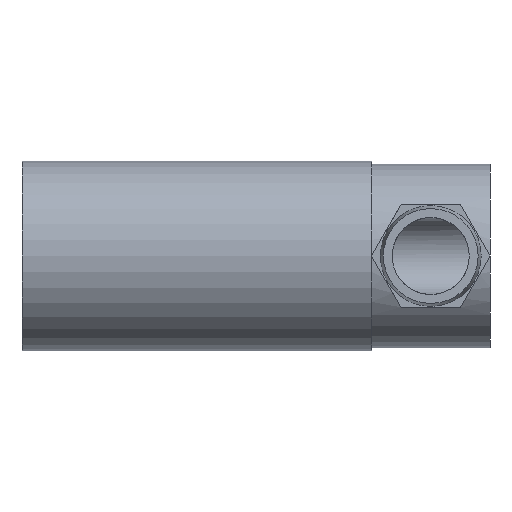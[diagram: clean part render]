
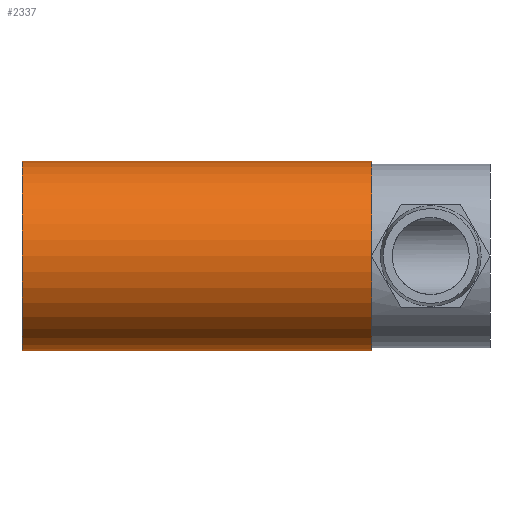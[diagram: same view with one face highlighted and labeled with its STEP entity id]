
A CAD part, front view. The second image highlights one B-rep face of the part: STEP entity #2337.
In plain terms, the highlighted cylindrical face has radius 16 mm (diameter 32 mm), a partial arc.
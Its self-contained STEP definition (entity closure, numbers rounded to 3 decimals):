
#103 = CYLINDRICAL_SURFACE ( 'NONE', #3754, 16. ) ;
#159 = CARTESIAN_POINT ( 'NONE',  ( 59., 0., 0. ) ) ;
#259 = CARTESIAN_POINT ( 'NONE',  ( 0., 0., -16. ) ) ;
#277 = DIRECTION ( 'NONE',  ( -1., 0., 0. ) ) ;
#1253 = CARTESIAN_POINT ( 'NONE',  ( 0., 0., 16. ) ) ;
#1285 = ORIENTED_EDGE ( 'NONE', *, *, #4010, .T. ) ;
#1456 = VERTEX_POINT ( 'NONE', #3891 ) ;
#1861 = LINE ( 'NONE', #2609, #4475 ) ;
#2024 = VERTEX_POINT ( 'NONE', #5090 ) ;
#2150 = DIRECTION ( 'NONE',  ( 0., 0., 1. ) ) ;
#2268 = DIRECTION ( 'NONE',  ( 0., 0., 1. ) ) ;
#2337 = ADVANCED_FACE ( 'NONE', ( #8258 ), #103, .T. ) ;
#2435 = ORIENTED_EDGE ( 'NONE', *, *, #8203, .T. ) ;
#2609 = CARTESIAN_POINT ( 'NONE',  ( 0., 0., 16. ) ) ;
#2638 = VERTEX_POINT ( 'NONE', #1253 ) ;
#2791 = DIRECTION ( 'NONE',  ( 0., 0., 1. ) ) ;
#2892 = VERTEX_POINT ( 'NONE', #8239 ) ;
#3238 = DIRECTION ( 'NONE',  ( -1., 0., 0. ) ) ;
#3656 = LINE ( 'NONE', #259, #5194 ) ;
#3754 = AXIS2_PLACEMENT_3D ( 'NONE', #4998, #277, #2791 ) ;
#3826 = ORIENTED_EDGE ( 'NONE', *, *, #5813, .F. ) ;
#3891 = CARTESIAN_POINT ( 'NONE',  ( 59., 0., 16. ) ) ;
#4010 = EDGE_CURVE ( 'NONE', #1456, #2638, #1861, .T. ) ;
#4055 = AXIS2_PLACEMENT_3D ( 'NONE', #5478, #8205, #2150 ) ;
#4475 = VECTOR ( 'NONE', #3238, 1000. ) ;
#4998 = CARTESIAN_POINT ( 'NONE',  ( 0., 0., 0. ) ) ;
#5047 = AXIS2_PLACEMENT_3D ( 'NONE', #159, #5544, #2268 ) ;
#5090 = CARTESIAN_POINT ( 'NONE',  ( 59., 0., -16. ) ) ;
#5194 = VECTOR ( 'NONE', #7667, 1000. ) ;
#5327 = EDGE_LOOP ( 'NONE', ( #6893, #2435, #1285, #3826 ) ) ;
#5478 = CARTESIAN_POINT ( 'NONE',  ( 0., 0., 0. ) ) ;
#5544 = DIRECTION ( 'NONE',  ( -1., 0., 0. ) ) ;
#5813 = EDGE_CURVE ( 'NONE', #2892, #2638, #7861, .T. ) ;
#6817 = EDGE_CURVE ( 'NONE', #2024, #2892, #3656, .T. ) ;
#6893 = ORIENTED_EDGE ( 'NONE', *, *, #6817, .F. ) ;
#7021 = CIRCLE ( 'NONE', #5047, 16. ) ;
#7667 = DIRECTION ( 'NONE',  ( -1., 0., 0. ) ) ;
#7861 = CIRCLE ( 'NONE', #4055, 16. ) ;
#8203 = EDGE_CURVE ( 'NONE', #2024, #1456, #7021, .T. ) ;
#8205 = DIRECTION ( 'NONE',  ( -1., 0., 0. ) ) ;
#8239 = CARTESIAN_POINT ( 'NONE',  ( 0., 0., -16. ) ) ;
#8258 = FACE_OUTER_BOUND ( 'NONE', #5327, .T. ) ;
